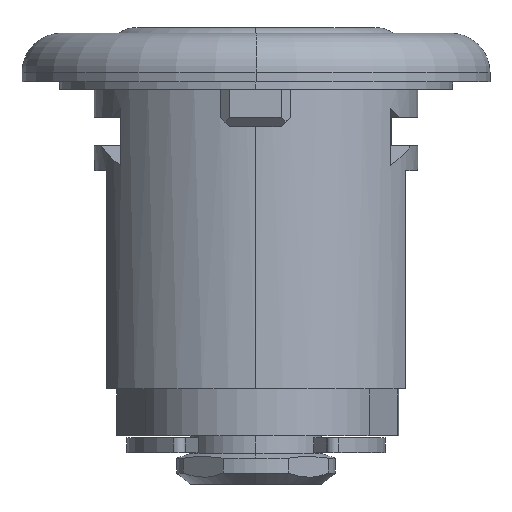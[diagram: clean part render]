
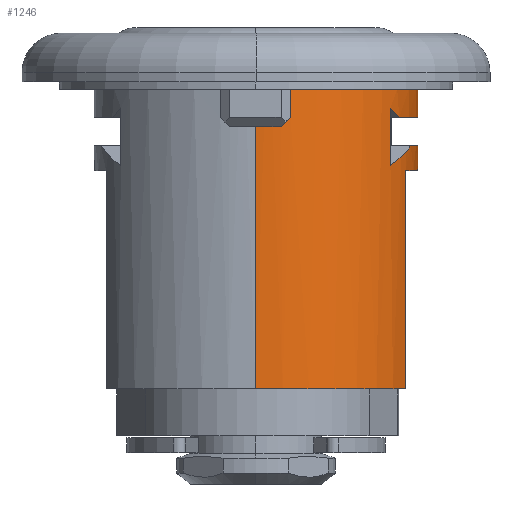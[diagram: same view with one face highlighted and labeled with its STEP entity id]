
A CAD part, front view. The second image highlights one B-rep face of the part: STEP entity #1246.
In plain terms, the highlighted cylindrical face has radius 8.65 mm (diameter 17.3 mm), a partial arc.
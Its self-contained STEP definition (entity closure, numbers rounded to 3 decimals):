
#206=CARTESIAN_POINT('',(0.,0.,0.4));
#207=DIRECTION('',(0.,0.,-1.));
#208=DIRECTION('',(-0.217,-0.976,0.));
#209=AXIS2_PLACEMENT_3D('',#206,#207,#208);
#219=DIRECTION('',(0.,0.,-1.));
#220=VECTOR('',#219,13.3);
#221=CARTESIAN_POINT('',(0.,-8.65,-1.6));
#222=LINE('',#221,#220);
#223=DIRECTION('',(0.,0.,-1.));
#224=VECTOR('',#223,0.7);
#225=CARTESIAN_POINT('',(-6.,-6.231,-14.9));
#226=LINE('',#225,#224);
#227=DIRECTION('',(0.,0.,1.));
#228=VECTOR('',#227,11.65);
#229=CARTESIAN_POINT('',(-8.,-3.29,-15.6));
#230=LINE('',#229,#228);
#231=DIRECTION('',(0.,0.,-1.));
#232=VECTOR('',#231,11.65);
#233=CARTESIAN_POINT('',(-8.,3.29,-3.95));
#234=LINE('',#233,#232);
#235=DIRECTION('',(0.,0.,1.));
#236=VECTOR('',#235,1.5);
#237=CARTESIAN_POINT('',(-1.875,8.444,-1.1));
#238=LINE('',#237,#236);
#239=DIRECTION('',(0.,0.,-1.));
#240=VECTOR('',#239,1.5);
#241=CARTESIAN_POINT('',(-1.875,-8.444,0.4));
#242=LINE('',#241,#240);
#243=CARTESIAN_POINT('',(-1.875,-8.444,-1.1));
#244=CARTESIAN_POINT('',(-1.82,-8.457,
-1.155));
#245=CARTESIAN_POINT('',(-1.709,-8.48,
-1.266));
#246=CARTESIAN_POINT('',(-1.543,-8.512,
-1.432));
#247=CARTESIAN_POINT('',(-1.431,-8.531,
-1.544));
#248=CARTESIAN_POINT('',(-1.375,-8.54,-1.6));
#250=DIRECTION('',(0.,0.,1.));
#251=VECTOR('',#250,3.076);
#252=CARTESIAN_POINT('',(-7.2,-4.794,-3.67));
#253=LINE('',#252,#251);
#254=DIRECTION('',(0.,0.,-1.));
#255=VECTOR('',#254,3.076);
#256=CARTESIAN_POINT('',(-7.2,4.794,-0.594));
#257=LINE('',#256,#255);
#258=CARTESIAN_POINT('',(-7.2,4.794,-3.67));
#259=CARTESIAN_POINT('',(-7.679,4.075,-3.335));
#260=CARTESIAN_POINT('',(-8.036,3.31,-2.978));
#261=CARTESIAN_POINT('',(-8.281,2.5,-2.6));
#263=CARTESIAN_POINT('',(-8.281,-2.5,-2.6));
#264=CARTESIAN_POINT('',(-8.036,-3.31,
-2.978));
#265=CARTESIAN_POINT('',(-7.679,-4.075,
-3.335));
#266=CARTESIAN_POINT('',(-7.2,-4.794,-3.67));
#287=DIRECTION('',(0.,0.,-1.));
#288=VECTOR('',#287,14.);
#289=CARTESIAN_POINT('',(0.,8.65,-1.6));
#290=LINE('',#289,#288);
#341=CARTESIAN_POINT('',(0.,0.,-15.6));
#342=DIRECTION('',(0.,0.,1.));
#343=DIRECTION('',(0.,1.,0.));
#344=AXIS2_PLACEMENT_3D('',#341,#342,#343);
#346=CARTESIAN_POINT('',(0.,0.,-15.6));
#347=DIRECTION('',(0.,0.,1.));
#348=DIRECTION('',(-0.925,-0.38,0.));
#349=AXIS2_PLACEMENT_3D('',#346,#347,#348);
#365=CARTESIAN_POINT('',(0.,0.,-14.9));
#366=DIRECTION('',(0.,0.,1.));
#367=DIRECTION('',(-0.694,-0.72,0.));
#368=AXIS2_PLACEMENT_3D('',#365,#366,#367);
#396=CARTESIAN_POINT('',(0.,0.,-3.95));
#397=DIRECTION('',(0.,0.,1.));
#398=DIRECTION('',(-0.925,0.38,0.));
#399=AXIS2_PLACEMENT_3D('',#396,#397,#398);
#410=CARTESIAN_POINT('',(0.,0.,-1.6));
#411=DIRECTION('',(0.,0.,-1.));
#412=DIRECTION('',(0.,-1.,0.));
#413=AXIS2_PLACEMENT_3D('',#410,#411,#412);
#538=CARTESIAN_POINT('',(-1.875,8.444,-1.1));
#539=CARTESIAN_POINT('',(-1.82,8.457,-1.155));
#540=CARTESIAN_POINT('',(-1.709,8.48,-1.266));
#541=CARTESIAN_POINT('',(-1.542,8.512,-1.433));
#542=CARTESIAN_POINT('',(-1.431,8.531,-1.544));
#543=CARTESIAN_POINT('',(-1.375,8.54,-1.6));
#562=CARTESIAN_POINT('',(0.,0.,-1.6));
#563=DIRECTION('',(0.,0.,-1.));
#564=DIRECTION('',(-0.159,0.987,0.));
#565=AXIS2_PLACEMENT_3D('',#562,#563,#564);
#671=CARTESIAN_POINT('',(0.,0.,-1.1));
#672=DIRECTION('',(0.,0.,1.));
#673=DIRECTION('',(-0.887,0.462,0.));
#674=AXIS2_PLACEMENT_3D('',#671,#672,#673);
#676=CARTESIAN_POINT('',(-7.2,4.794,-0.594));
#677=CARTESIAN_POINT('',(-7.372,4.536,
-0.759));
#678=CARTESIAN_POINT('',(-7.528,4.271,
-0.927));
#679=CARTESIAN_POINT('',(-7.67,4.,-1.1));
#681=CARTESIAN_POINT('',(-7.67,-4.,-1.1));
#682=CARTESIAN_POINT('',(-7.528,-4.271,
-0.927));
#683=CARTESIAN_POINT('',(-7.372,-4.536,
-0.759));
#684=CARTESIAN_POINT('',(-7.2,-4.794,-0.594));
#698=CARTESIAN_POINT('',(0.,0.,-2.6));
#699=DIRECTION('',(0.,0.,-1.));
#700=DIRECTION('',(-0.957,-0.289,0.));
#701=AXIS2_PLACEMENT_3D('',#698,#699,#700);
#756=CARTESIAN_POINT('',(-1.875,8.444,0.4));
#758=VERTEX_POINT('',#756);
#777=CARTESIAN_POINT('',(-1.875,-8.444,0.4));
#778=VERTEX_POINT('',#777);
#779=CARTESIAN_POINT('',(-1.875,8.444,-1.1));
#780=VERTEX_POINT('',#779);
#783=CARTESIAN_POINT('',(0.,-8.65,-1.6));
#784=CARTESIAN_POINT('',(0.,-8.65,-14.9));
#785=VERTEX_POINT('',#783);
#786=VERTEX_POINT('',#784);
#787=CARTESIAN_POINT('',(-6.,-6.231,-14.9));
#788=VERTEX_POINT('',#787);
#789=CARTESIAN_POINT('',(-6.,-6.231,-15.6));
#790=VERTEX_POINT('',#789);
#791=CARTESIAN_POINT('',(-8.,-3.29,-15.6));
#792=VERTEX_POINT('',#791);
#793=CARTESIAN_POINT('',(-8.,-3.29,-3.95));
#794=VERTEX_POINT('',#793);
#795=CARTESIAN_POINT('',(-8.,3.29,-3.95));
#796=VERTEX_POINT('',#795);
#797=CARTESIAN_POINT('',(-8.,3.29,-15.6));
#798=VERTEX_POINT('',#797);
#799=CARTESIAN_POINT('',(0.,8.65,-15.6));
#800=VERTEX_POINT('',#799);
#801=CARTESIAN_POINT('',(0.,8.65,-1.6));
#802=VERTEX_POINT('',#801);
#803=CARTESIAN_POINT('',(-1.375,8.54,-1.6));
#804=VERTEX_POINT('',#803);
#805=CARTESIAN_POINT('',(-1.875,-8.444,-1.1));
#806=VERTEX_POINT('',#805);
#807=VERTEX_POINT('',#248);
#808=CARTESIAN_POINT('',(-7.2,-4.794,-3.67));
#809=CARTESIAN_POINT('',(-7.2,-4.794,-0.594));
#810=VERTEX_POINT('',#808);
#811=VERTEX_POINT('',#809);
#812=VERTEX_POINT('',#681);
#813=CARTESIAN_POINT('',(-7.67,4.,-1.1));
#814=VERTEX_POINT('',#813);
#815=VERTEX_POINT('',#676);
#816=CARTESIAN_POINT('',(-7.2,4.794,-3.67));
#817=VERTEX_POINT('',#816);
#818=VERTEX_POINT('',#261);
#819=CARTESIAN_POINT('',(-8.281,-2.5,-2.6));
#820=VERTEX_POINT('',#819);
#1191=CARTESIAN_POINT('',(0.,0.,4.035));
#1192=DIRECTION('',(0.,0.,-1.));
#1193=DIRECTION('',(0.,-1.,0.));
#1194=AXIS2_PLACEMENT_3D('',#1191,#1192,#1193);
#1195=CYLINDRICAL_SURFACE('',#1194,8.65);
#1197=ORIENTED_EDGE('',*,*,#1196,.T.);
#1199=ORIENTED_EDGE('',*,*,#1198,.F.);
#1201=ORIENTED_EDGE('',*,*,#1200,.T.);
#1203=ORIENTED_EDGE('',*,*,#1202,.F.);
#1205=ORIENTED_EDGE('',*,*,#1204,.T.);
#1207=ORIENTED_EDGE('',*,*,#1206,.F.);
#1209=ORIENTED_EDGE('',*,*,#1208,.T.);
#1211=ORIENTED_EDGE('',*,*,#1210,.F.);
#1213=ORIENTED_EDGE('',*,*,#1212,.F.);
#1215=ORIENTED_EDGE('',*,*,#1214,.F.);
#1217=ORIENTED_EDGE('',*,*,#1216,.F.);
#1218=ORIENTED_EDGE('',*,*,#1182,.T.);
#1219=ORIENTED_EDGE('',*,*,#1171,.F.);
#1221=ORIENTED_EDGE('',*,*,#1220,.T.);
#1223=ORIENTED_EDGE('',*,*,#1222,.T.);
#1225=ORIENTED_EDGE('',*,*,#1224,.F.);
#1226=EDGE_LOOP('',(#1197,#1199,#1201,#1203,#1205,#1207,#1209,#1211,#1213,#1215,
#1217,#1218,#1219,#1221,#1223,#1225));
#1227=FACE_OUTER_BOUND('',#1226,.F.);
#1229=ORIENTED_EDGE('',*,*,#1228,.T.);
#1231=ORIENTED_EDGE('',*,*,#1230,.F.);
#1233=ORIENTED_EDGE('',*,*,#1232,.F.);
#1235=ORIENTED_EDGE('',*,*,#1234,.F.);
#1237=ORIENTED_EDGE('',*,*,#1236,.T.);
#1239=ORIENTED_EDGE('',*,*,#1238,.T.);
#1241=ORIENTED_EDGE('',*,*,#1240,.F.);
#1243=ORIENTED_EDGE('',*,*,#1242,.T.);
#1244=EDGE_LOOP('',(#1229,#1231,#1233,#1235,#1237,#1239,#1241,#1243));
#1245=FACE_BOUND('',#1244,.F.);
#1246=ADVANCED_FACE('',(#1227,#1245),#1195,.T.);
#210=CIRCLE('',#209,8.65);
#249=B_SPLINE_CURVE_WITH_KNOTS('',3,(#243,#244,#245,#246,#247,#248),
.UNSPECIFIED.,.F.,.F.,(4,1,1,4),(0.,0.333,0.667,1.),
.UNSPECIFIED.);
#262=B_SPLINE_CURVE_WITH_KNOTS('',3,(#258,#259,#260,#261),.UNSPECIFIED.,.F.,.F.,
(4,4),(0.,1.),.UNSPECIFIED.);
#267=B_SPLINE_CURVE_WITH_KNOTS('',3,(#263,#264,#265,#266),.UNSPECIFIED.,.F.,.F.,
(4,4),(0.,1.),.UNSPECIFIED.);
#345=CIRCLE('',#344,8.65);
#350=CIRCLE('',#349,8.65);
#369=CIRCLE('',#368,8.65);
#400=CIRCLE('',#399,8.65);
#414=CIRCLE('',#413,8.65);
#544=B_SPLINE_CURVE_WITH_KNOTS('',3,(#538,#539,#540,#541,#542,#543),
.UNSPECIFIED.,.F.,.F.,(4,1,1,4),(0.,0.333,0.667,1.),
.UNSPECIFIED.);
#566=CIRCLE('',#565,8.65);
#675=CIRCLE('',#674,8.65);
#680=B_SPLINE_CURVE_WITH_KNOTS('',3,(#676,#677,#678,#679),.UNSPECIFIED.,.F.,.F.,
(4,4),(0.,1.),.UNSPECIFIED.);
#685=B_SPLINE_CURVE_WITH_KNOTS('',3,(#681,#682,#683,#684),.UNSPECIFIED.,.F.,.F.,
(4,4),(0.,1.),.UNSPECIFIED.);
#702=CIRCLE('',#701,8.65);
#1171=EDGE_CURVE('',#778,#758,#210,.T.);
#1182=EDGE_CURVE('',#780,#758,#238,.T.);
#1196=EDGE_CURVE('',#785,#786,#222,.T.);
#1198=EDGE_CURVE('',#788,#786,#369,.T.);
#1200=EDGE_CURVE('',#788,#790,#226,.T.);
#1202=EDGE_CURVE('',#792,#790,#350,.T.);
#1204=EDGE_CURVE('',#792,#794,#230,.T.);
#1206=EDGE_CURVE('',#796,#794,#400,.T.);
#1208=EDGE_CURVE('',#796,#798,#234,.T.);
#1210=EDGE_CURVE('',#800,#798,#345,.T.);
#1212=EDGE_CURVE('',#802,#800,#290,.T.);
#1214=EDGE_CURVE('',#804,#802,#566,.T.);
#1216=EDGE_CURVE('',#780,#804,#544,.T.);
#1220=EDGE_CURVE('',#778,#806,#242,.T.);
#1222=EDGE_CURVE('',#806,#807,#249,.T.);
#1224=EDGE_CURVE('',#785,#807,#414,.T.);
#1228=EDGE_CURVE('',#810,#811,#253,.T.);
#1230=EDGE_CURVE('',#812,#811,#685,.T.);
#1232=EDGE_CURVE('',#814,#812,#675,.T.);
#1234=EDGE_CURVE('',#815,#814,#680,.T.);
#1236=EDGE_CURVE('',#815,#817,#257,.T.);
#1238=EDGE_CURVE('',#817,#818,#262,.T.);
#1240=EDGE_CURVE('',#820,#818,#702,.T.);
#1242=EDGE_CURVE('',#820,#810,#267,.T.);
